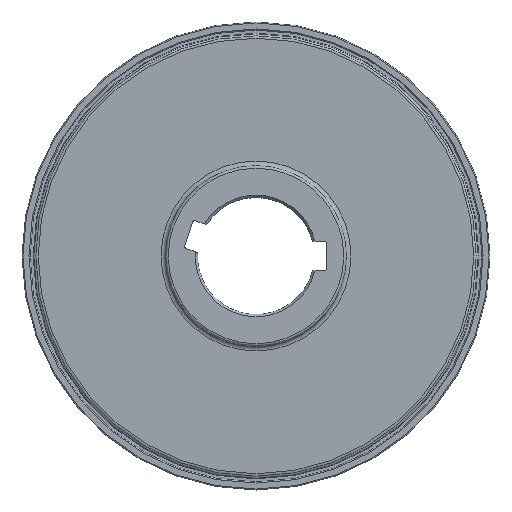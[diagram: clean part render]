
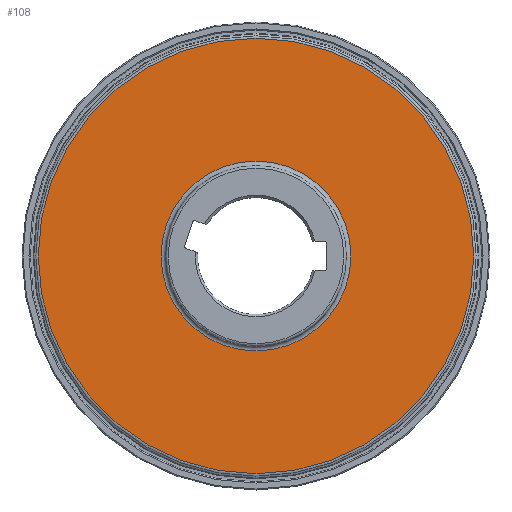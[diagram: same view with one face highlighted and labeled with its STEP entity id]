
A CAD part, top view. The second image highlights one B-rep face of the part: STEP entity #108.
In plain terms, the highlighted planar face has unit normal (0, 0, 1).
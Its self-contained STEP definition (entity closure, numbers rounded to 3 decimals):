
#108=ADVANCED_FACE('',(#233,#234),#148,.T.);
#148=PLANE('',#773);
#233=FACE_BOUND('',#299,.T.);
#234=FACE_BOUND('',#300,.T.);
#299=EDGE_LOOP('',(#403));
#300=EDGE_LOOP('',(#404));
#403=ORIENTED_EDGE('',*,*,#617,.T.);
#404=ORIENTED_EDGE('',*,*,#618,.F.);
#553=VERTEX_POINT('',#1146);
#554=VERTEX_POINT('',#1149);
#617=EDGE_CURVE('',#553,#553,#685,.T.);
#618=EDGE_CURVE('',#554,#554,#686,.T.);
#685=CIRCLE('',#770,94.564);
#686=CIRCLE('',#772,41.22);
#770=AXIS2_PLACEMENT_3D('',#1145,#922,#923);
#772=AXIS2_PLACEMENT_3D('',#1148,#926,#927);
#773=AXIS2_PLACEMENT_3D('',#1150,#928,#929);
#922=DIRECTION('',(0.,0.,1.));
#923=DIRECTION('',(1.,0.,0.));
#926=DIRECTION('',(0.,0.,1.));
#927=DIRECTION('',(1.,0.,0.));
#928=DIRECTION('',(0.,0.,1.));
#929=DIRECTION('',(-1.,0.,0.));
#1145=CARTESIAN_POINT('',(0.,0.,-4.41));
#1146=CARTESIAN_POINT('',(94.564,0.,-4.41));
#1148=CARTESIAN_POINT('',(0.,0.,-4.41));
#1149=CARTESIAN_POINT('',(41.22,0.,-4.41));
#1150=CARTESIAN_POINT('',(0.,41.22,-4.41));
